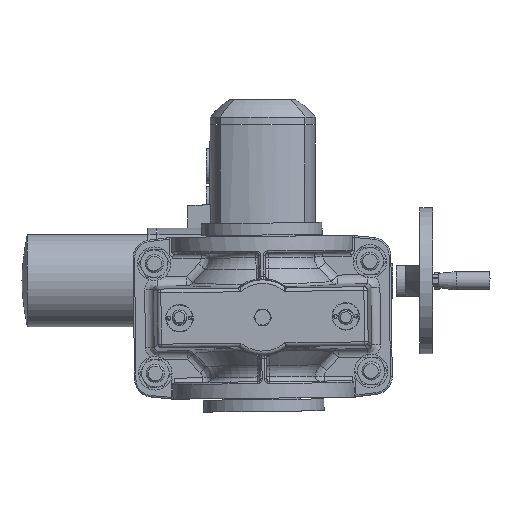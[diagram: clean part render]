
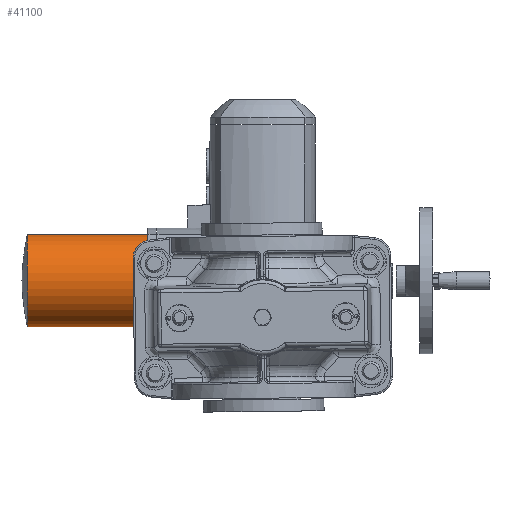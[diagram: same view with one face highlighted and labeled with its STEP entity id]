
A CAD part, front view. The second image highlights one B-rep face of the part: STEP entity #41100.
In plain terms, the highlighted cylindrical face has radius 50.5 mm (diameter 101 mm), a full revolution.
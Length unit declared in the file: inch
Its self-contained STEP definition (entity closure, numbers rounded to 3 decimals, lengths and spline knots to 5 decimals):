
#41019=CARTESIAN_POINT('',(-4.94094,15.88583,1.5748));
#41020=VERTEX_POINT('',#41019);
#41021=CARTESIAN_POINT('',(-4.94094,13.89764,1.5748));
#41022=DIRECTION('',(-1.0,0.0,0.0));
#41023=DIRECTION('',(0.0,-1.0,0.0));
#41024=AXIS2_PLACEMENT_3D('',#41021,#41022,#41023);
#41025=CIRCLE('',#41024,1.98819);
#41026=EDGE_CURVE('',#41020,#41020,#41025,.T.);
#41081=CARTESIAN_POINT('',(-3.81974,13.89764,1.5748));
#41082=DIRECTION('',(1.0,0.,0.));
#41083=DIRECTION('',(0.0,1.0,0.0));
#41084=AXIS2_PLACEMENT_3D('',#41081,#41082,#41083);
#41085=CYLINDRICAL_SURFACE('',#41084,1.98819);
#41086=CARTESIAN_POINT('',(-10.13856,13.89764,3.56299));
#41087=VERTEX_POINT('',#41086);
#41088=CARTESIAN_POINT('',(-10.13856,13.89764,1.5748));
#41089=DIRECTION('',(1.0,0.0,0.0));
#41090=DIRECTION('',(0.0,1.0,0.0));
#41091=AXIS2_PLACEMENT_3D('',#41088,#41089,#41090);
#41092=CIRCLE('',#41091,1.98819);
#41093=EDGE_CURVE('',#41087,#41087,#41092,.T.);
#41094=ORIENTED_EDGE('',*,*,#41093,.T.);
#41095=EDGE_LOOP('',(#41094));
#41096=FACE_OUTER_BOUND('',#41095,.T.);
#41097=ORIENTED_EDGE('',*,*,#41026,.T.);
#41098=EDGE_LOOP('',(#41097));
#41099=FACE_BOUND('',#41098,.T.);
#41100=ADVANCED_FACE('',(#41096,#41099),#41085,.T.);
